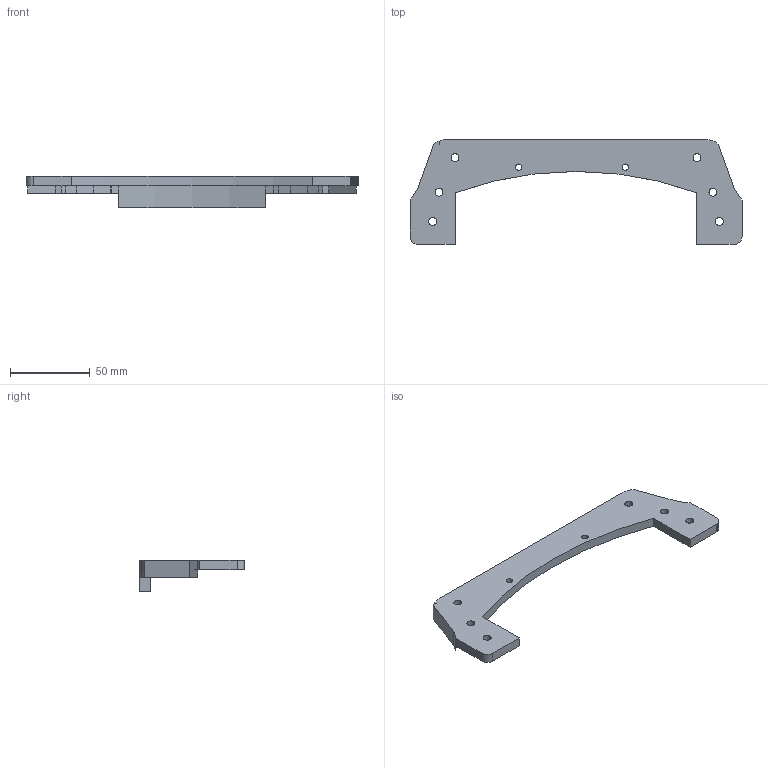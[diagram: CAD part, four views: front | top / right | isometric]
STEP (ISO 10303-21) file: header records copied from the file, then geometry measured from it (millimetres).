
FILE_DESCRIPTION((''),'2;1');
FILE_NAME('Y idler support end.stp','2016-02-02T22:36:07',('piercet'),(''),'Autodesk Inventor 2013','Autodesk Inventor 2013','');
FILE_SCHEMA(('AUTOMOTIVE_DESIGN { 1 0 10303 214 1 1 1 1 }'));
Length unit declared in the file: millimetre
Products named in the file (1): Taz Openbuild Y
Bounding box: 208.47 x 65.91 x 19.78 mm (x, y, z)
Volume: 50667.3 mm3; surface area: 21760.9 mm2
Topology: 1 solids, 1 shells, 66 faces, 189 edges, 124 vertices
Faces by surface type: plane 53, cylinder 13
Full cylindrical faces by diameter (mm): 4 x2, 4.99 x6
Entity records: 2142 total; most frequent: CARTESIAN_POINT 368, ORIENTED_EDGE 358, DIRECTION 341, EDGE_CURVE 179, VECTOR 151, LINE 151, VERTEX_POINT 122, AXIS2_PLACEMENT_3D 95
